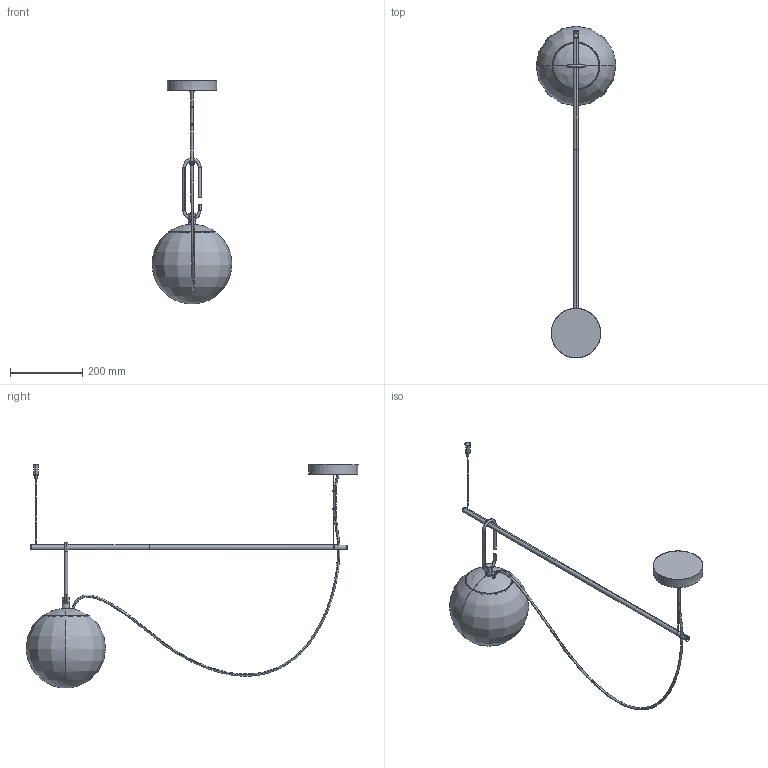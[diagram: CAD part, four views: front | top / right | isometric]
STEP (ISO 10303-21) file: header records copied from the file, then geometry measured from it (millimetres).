
FILE_DESCRIPTION(/* description */ (''),/* implementation_level */ '2;1');
FILE_NAME(/* name */ '3D 127500_nh1217 S2 22 Suspension',/* time_stamp */ '2018-05-22T15:15:03+02:00',/* author */ (''),/* organization */ (''),/* preprocessor_version */ 'ST-DEVELOPER v10',/* originating_system */ '',/* authorisation */ '');
FILE_SCHEMA (('AUTOMOTIVE_DESIGN'));
Length unit declared in the file: millimetre
Products named in the file (1): 1
Bounding box: 219.73 x 916.26 x 618 mm (x, y, z)
Volume: 696359.6 mm3; surface area: 426530.9 mm2
Topology: 6 solids, 15 shells, 198 faces, 483 edges, 309 vertices
Faces by surface type: bspline 157, plane 41
Entity records: 10007 total; most frequent: CARTESIAN_POINT 7164, ORIENTED_EDGE 929, EDGE_CURVE 479, VERTEX_POINT 309, EDGE_LOOP 214, ADVANCED_FACE 198, FACE_OUTER_BOUND 198, B_SPLINE_CURVE_WITH_KNOTS 186
